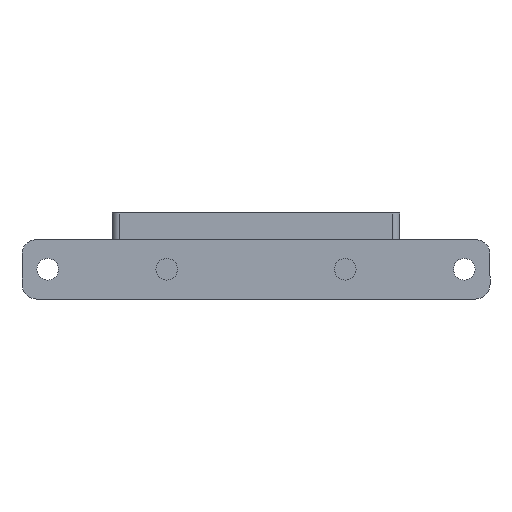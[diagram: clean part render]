
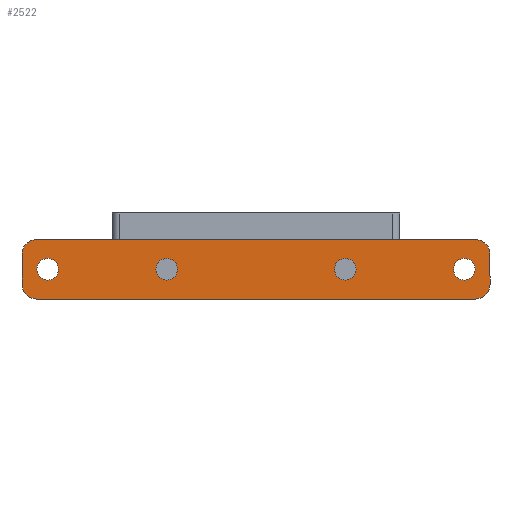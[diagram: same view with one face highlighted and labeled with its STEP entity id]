
A CAD part, front view. The second image highlights one B-rep face of the part: STEP entity #2522.
In plain terms, the highlighted planar face has unit normal (0, -1, 0).
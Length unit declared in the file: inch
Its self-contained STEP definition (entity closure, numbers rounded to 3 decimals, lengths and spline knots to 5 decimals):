
#183=FACE_BOUND('',#462,.T.);
#184=FACE_BOUND('',#463,.T.);
#185=FACE_BOUND('',#464,.T.);
#186=FACE_BOUND('',#465,.T.);
#300=FACE_OUTER_BOUND('',#461,.T.);
#461=EDGE_LOOP('',(#2210,#2211,#2212,#2213,#2214,#2215,#2216,#2217));
#462=EDGE_LOOP('',(#2218));
#463=EDGE_LOOP('',(#2219));
#464=EDGE_LOOP('',(#2220));
#465=EDGE_LOOP('',(#2221));
#607=CIRCLE('',#2808,0.125);
#609=CIRCLE('',#2812,0.125);
#610=CIRCLE('',#2813,0.125);
#611=CIRCLE('',#2814,0.125);
#612=CIRCLE('',#2815,0.091);
#613=CIRCLE('',#2816,0.091);
#614=CIRCLE('',#2817,0.091);
#615=CIRCLE('',#2818,0.091);
#778=LINE('',#4344,#977);
#799=LINE('',#4405,#998);
#803=LINE('',#4417,#1002);
#806=LINE('',#4425,#1005);
#977=VECTOR('',#3414,0.3937);
#998=VECTOR('',#3467,0.3937);
#1002=VECTOR('',#3479,0.3937);
#1005=VECTOR('',#3486,0.3937);
#1212=VERTEX_POINT('',#4341);
#1213=VERTEX_POINT('',#4343);
#1236=VERTEX_POINT('',#4402);
#1237=VERTEX_POINT('',#4404);
#1239=VERTEX_POINT('',#4410);
#1241=VERTEX_POINT('',#4416);
#1243=VERTEX_POINT('',#4422);
#1244=VERTEX_POINT('',#4424);
#1245=VERTEX_POINT('',#4428);
#1246=VERTEX_POINT('',#4430);
#1247=VERTEX_POINT('',#4432);
#1248=VERTEX_POINT('',#4434);
#1540=EDGE_CURVE('',#1213,#1212,#778,.T.);
#1571=EDGE_CURVE('',#1237,#1236,#799,.T.);
#1574=EDGE_CURVE('',#1213,#1239,#607,.T.);
#1577=EDGE_CURVE('',#1241,#1239,#803,.T.);
#1580=EDGE_CURVE('',#1243,#1212,#609,.T.);
#1581=EDGE_CURVE('',#1244,#1243,#806,.T.);
#1582=EDGE_CURVE('',#1237,#1244,#610,.T.);
#1583=EDGE_CURVE('',#1241,#1236,#611,.T.);
#1584=EDGE_CURVE('',#1245,#1245,#612,.T.);
#1585=EDGE_CURVE('',#1246,#1246,#613,.T.);
#1586=EDGE_CURVE('',#1247,#1247,#614,.T.);
#1587=EDGE_CURVE('',#1248,#1248,#615,.T.);
#2210=ORIENTED_EDGE('',*,*,#1574,.F.);
#2211=ORIENTED_EDGE('',*,*,#1540,.T.);
#2212=ORIENTED_EDGE('',*,*,#1580,.F.);
#2213=ORIENTED_EDGE('',*,*,#1581,.F.);
#2214=ORIENTED_EDGE('',*,*,#1582,.F.);
#2215=ORIENTED_EDGE('',*,*,#1571,.T.);
#2216=ORIENTED_EDGE('',*,*,#1583,.F.);
#2217=ORIENTED_EDGE('',*,*,#1577,.T.);
#2218=ORIENTED_EDGE('',*,*,#1584,.T.);
#2219=ORIENTED_EDGE('',*,*,#1585,.T.);
#2220=ORIENTED_EDGE('',*,*,#1586,.F.);
#2221=ORIENTED_EDGE('',*,*,#1587,.F.);
#2404=PLANE('',#2811);
#2522=ADVANCED_FACE('',(#300,#183,#184,#185,#186),#2404,.F.);
#2808=AXIS2_PLACEMENT_3D('',#4411,#3472,#3473);
#2811=AXIS2_PLACEMENT_3D('',#4421,#3482,#3483);
#2812=AXIS2_PLACEMENT_3D('',#4423,#3484,#3485);
#2813=AXIS2_PLACEMENT_3D('',#4426,#3487,#3488);
#2814=AXIS2_PLACEMENT_3D('',#4427,#3489,#3490);
#2815=AXIS2_PLACEMENT_3D('',#4429,#3491,#3492);
#2816=AXIS2_PLACEMENT_3D('',#4431,#3493,#3494);
#2817=AXIS2_PLACEMENT_3D('',#4433,#3495,#3496);
#2818=AXIS2_PLACEMENT_3D('',#4435,#3497,#3498);
#3414=DIRECTION('',(-1.,0.,0.));
#3467=DIRECTION('',(1.,0.,0.));
#3472=DIRECTION('center_axis',(0.,1.,0.));
#3473=DIRECTION('ref_axis',(0.707,0.,0.707));
#3479=DIRECTION('',(0.,0.,1.));
#3482=DIRECTION('center_axis',(0.,1.,0.));
#3483=DIRECTION('ref_axis',(-1.,0.,0.));
#3484=DIRECTION('center_axis',(0.,1.,0.));
#3485=DIRECTION('ref_axis',(-0.707,0.,0.707));
#3486=DIRECTION('',(0.,0.,1.));
#3487=DIRECTION('center_axis',(0.,1.,0.));
#3488=DIRECTION('ref_axis',(-0.707,0.,-0.707));
#3489=DIRECTION('center_axis',(0.,1.,0.));
#3490=DIRECTION('ref_axis',(0.707,0.,-0.707));
#3491=DIRECTION('center_axis',(0.,1.,0.));
#3492=DIRECTION('ref_axis',(-1.,0.,0.));
#3493=DIRECTION('center_axis',(0.,1.,0.));
#3494=DIRECTION('ref_axis',(-1.,0.,0.));
#3495=DIRECTION('center_axis',(0.,-1.,0.));
#3496=DIRECTION('ref_axis',(1.,0.,0.));
#3497=DIRECTION('center_axis',(0.,-1.,0.));
#3498=DIRECTION('ref_axis',(1.,0.,0.));
#4341=CARTESIAN_POINT('',(-3.88132,0.906,0.5));
#4343=CARTESIAN_POINT('',(-0.19932,0.906,0.5));
#4344=CARTESIAN_POINT('',(-4.00632,0.906,0.5));
#4402=CARTESIAN_POINT('',(-0.19932,0.906,0.));
#4404=CARTESIAN_POINT('',(-3.88132,0.906,0.));
#4405=CARTESIAN_POINT('',(-4.00632,0.906,0.));
#4410=CARTESIAN_POINT('',(-0.07432,0.906,0.375));
#4411=CARTESIAN_POINT('Origin',(-0.19932,0.906,0.375));
#4416=CARTESIAN_POINT('',(-0.07432,0.906,0.125));
#4417=CARTESIAN_POINT('',(-0.07432,0.906,0.));
#4421=CARTESIAN_POINT('Origin',(-0.07432,0.906,0.));
#4422=CARTESIAN_POINT('',(-4.00632,0.906,0.375));
#4423=CARTESIAN_POINT('Origin',(-3.88132,0.906,0.375));
#4424=CARTESIAN_POINT('',(-4.00632,0.906,0.125));
#4425=CARTESIAN_POINT('',(-4.00632,0.906,0.));
#4426=CARTESIAN_POINT('Origin',(-3.88132,0.906,0.125));
#4427=CARTESIAN_POINT('Origin',(-0.19932,0.906,0.125));
#4428=CARTESIAN_POINT('',(-0.19932,0.906,0.25));
#4429=CARTESIAN_POINT('Origin',(-0.29032,0.906,0.25));
#4430=CARTESIAN_POINT('',(-3.69932,0.906,0.25));
#4431=CARTESIAN_POINT('Origin',(-3.79032,0.906,0.25));
#4432=CARTESIAN_POINT('',(-2.88132,0.906,0.25));
#4433=CARTESIAN_POINT('Origin',(-2.79032,0.906,0.25));
#4434=CARTESIAN_POINT('',(-1.38132,0.906,0.25));
#4435=CARTESIAN_POINT('Origin',(-1.29032,0.906,0.25));
